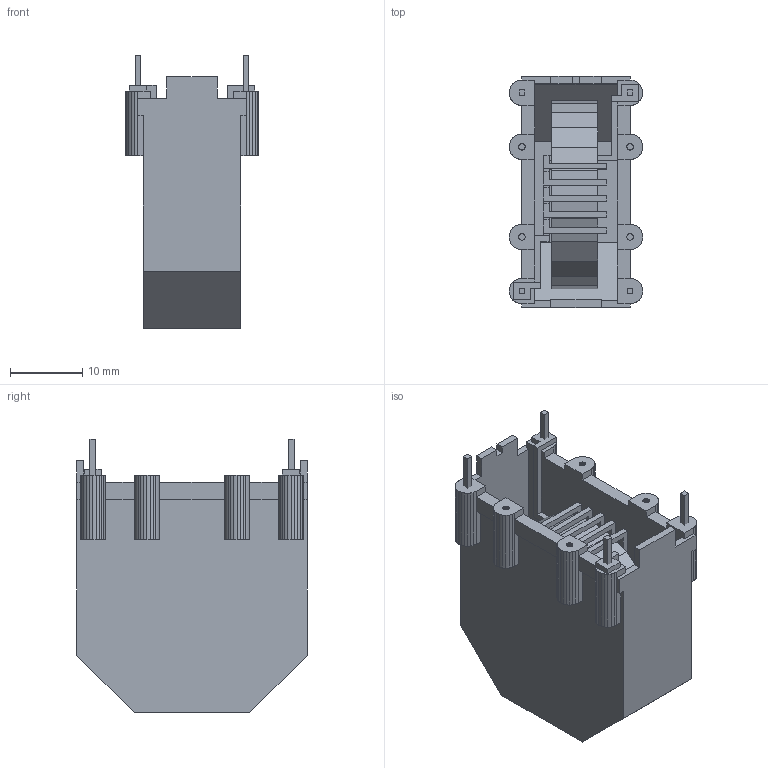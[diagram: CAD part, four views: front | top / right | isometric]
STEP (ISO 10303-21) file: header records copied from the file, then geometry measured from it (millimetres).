
FILE_DESCRIPTION(('FreeCAD Model'),'2;1');
FILE_NAME('X24aVe.stp', '2014-07-08T13:50:53',('FreeCAD'),('FreeCAD'), 'Open CASCADE STEP processor 6.3','FreeCAD','Unknown');
FILE_SCHEMA(('AUTOMOTIVE_DESIGN_CC2 { 1 2 10303 214 -1 1 5 4 }'));
Length unit declared in the file: millimetre
Products named in the file (6): X24aVe003; X24aVe004; X24aVe; X24aVe001; X24aVe002; X24aVe005
Bounding box: 18.5 x 32 x 38 mm (x, y, z)
Volume: 5436.5 mm3; surface area: 8732.2 mm2
Topology: 6 solids, 6 shells, 873 faces, 2508 edges, 1662 vertices
Faces by surface type: plane 608, cylinder 265
Entity records: 64254 total; most frequent: CARTESIAN_POINT 16074, DIRECTION 8474, LINE 5351, VECTOR 5351, ORIENTED_EDGE 5016, PCURVE 5016, DEFINITIONAL_REPRESENTATION 5016, EDGE_CURVE 2508
